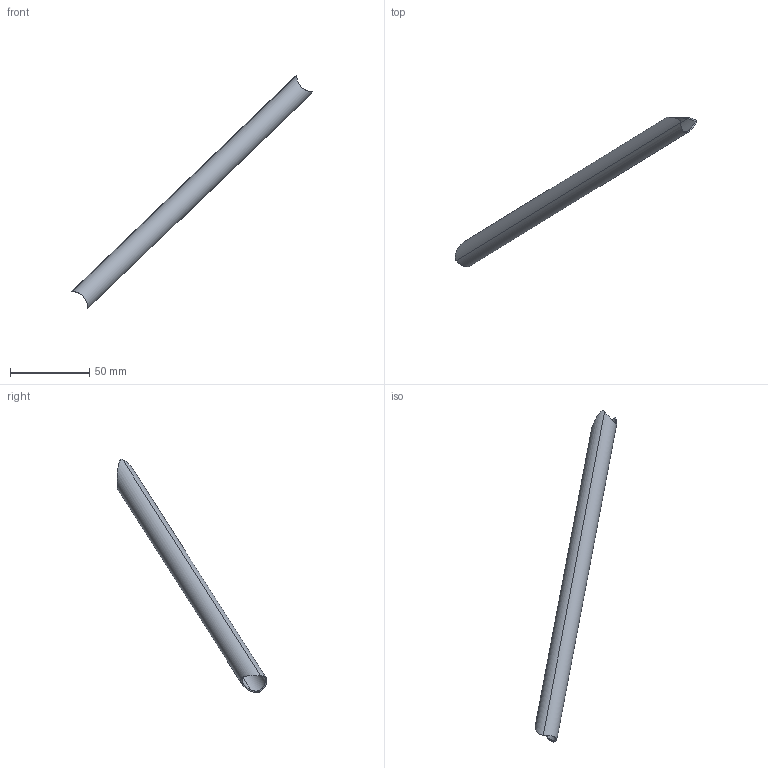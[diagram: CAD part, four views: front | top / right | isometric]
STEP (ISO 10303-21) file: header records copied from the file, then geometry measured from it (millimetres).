
FILE_DESCRIPTION(('STEP AP214'),'1');
FILE_NAME('131.stp','2019-12-02T13:17:30',(' '),(' '),'Spatial InterOp 3D',' ',' ');
FILE_SCHEMA(('AUTOMOTIVE_DESIGN { 1 0 10303 214 1 1 1 1 }'));
Length unit declared in the file: metre
Products named in the file (1): PartBody/Trim.1
Bounding box: 152.52 x 94.42 x 147.32 mm (x, y, z)
Volume: 6927 mm3; surface area: 18571.2 mm2
Topology: 1 solids, 1 shells, 9 faces, 24 edges, 16 vertices
Faces by surface type: cylinder 9
Entity records: 920 total; most frequent: CARTESIAN_POINT 536, ORIENTED_EDGE 48, STYLED_ITEM 28, PRESENTATION_STYLE_ASSIGNMENT 28, COLOUR_RGB 28, DIRECTION 26, EDGE_CURVE 24, CURVE_STYLE 18
